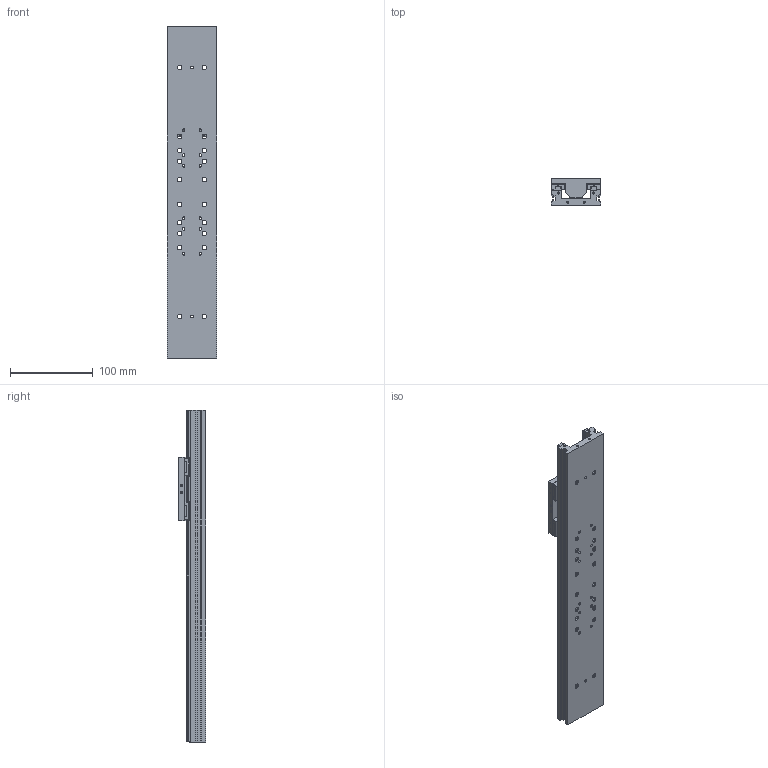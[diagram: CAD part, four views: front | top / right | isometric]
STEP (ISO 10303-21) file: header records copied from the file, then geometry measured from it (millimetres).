
FILE_DESCRIPTION (( 'STEP AP203' ), '1' );
FILE_NAME ('LAHP-33TM310SF.step', '2021-01-12T20:13:24', ( '' ), ( '' ), 'SwSTEP 2.0', 'SolidWorks 2019', '' );
FILE_SCHEMA (( 'CONFIG_CONTROL_DESIGN' ));
Products named in the file (3): LAHP-33TM310SF_BASE; LAHP-33TM310SF; LAHP-33TM310SF_CARRIAGE
Assembly tree (2 placements, depth 2):
  LAHP-33TM310SF
    LAHP-33TM310SF_BASE
    LAHP-33TM310SF_CARRIAGE
Bounding box: 60 x 33 x 400 mm (x, y, z)
Volume: 343055 mm3; surface area: 124203.4 mm2
Topology: 2 solids, 114 shells, 2832 faces, 6773 edges, 4118 vertices
Faces by surface type: plane 1309, cylinder 887, cone 528, bspline 108
Entity records: 85262 total; most frequent: CARTESIAN_POINT 19026, DIRECTION 14513, ORIENTED_EDGE 13002, EDGE_CURVE 6501, AXIS2_PLACEMENT_3D 5449, VERTEX_POINT 4118, VECTOR 3615, LINE 3615
